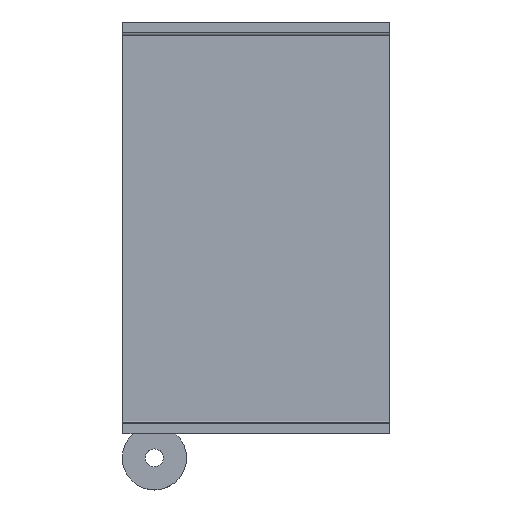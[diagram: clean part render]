
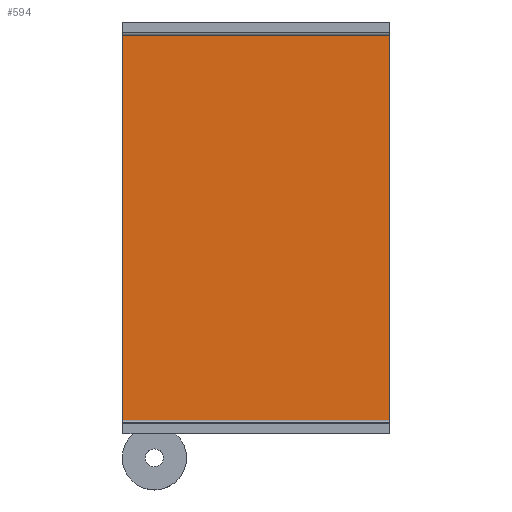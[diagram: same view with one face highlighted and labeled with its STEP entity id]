
A CAD part, top view. The second image highlights one B-rep face of the part: STEP entity #594.
In plain terms, the highlighted planar face has unit normal (0, 0, 1).
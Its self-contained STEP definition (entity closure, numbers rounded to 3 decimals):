
#123 = VERTEX_POINT('',#124);
#124 = CARTESIAN_POINT('',(0.,74.5,2.));
#130 = EDGE_CURVE('',#123,#131,#133,.T.);
#131 = VERTEX_POINT('',#132);
#132 = CARTESIAN_POINT('',(0.,2.5,2.));
#133 = LINE('',#134,#135);
#134 = CARTESIAN_POINT('',(0.,75.,2.));
#135 = VECTOR('',#136,1.);
#136 = DIRECTION('',(0.,-1.,0.));
#575 = VERTEX_POINT('',#576);
#576 = CARTESIAN_POINT('',(50.,2.5,2.));
#584 = EDGE_CURVE('',#131,#575,#585,.T.);
#585 = LINE('',#586,#587);
#586 = CARTESIAN_POINT('',(-25.,2.5,2.));
#587 = VECTOR('',#588,1.);
#588 = DIRECTION('',(1.,0.,0.));
#594 = ADVANCED_FACE('',(#595),#613,.T.);
#595 = FACE_BOUND('',#596,.T.);
#596 = EDGE_LOOP('',(#597,#598,#599,#607));
#597 = ORIENTED_EDGE('',*,*,#130,.T.);
#598 = ORIENTED_EDGE('',*,*,#584,.T.);
#599 = ORIENTED_EDGE('',*,*,#600,.T.);
#600 = EDGE_CURVE('',#575,#601,#603,.T.);
#601 = VERTEX_POINT('',#602);
#602 = CARTESIAN_POINT('',(50.,74.5,2.));
#603 = LINE('',#604,#605);
#604 = CARTESIAN_POINT('',(50.,2.,2.));
#605 = VECTOR('',#606,1.);
#606 = DIRECTION('',(0.,1.,0.));
#607 = ORIENTED_EDGE('',*,*,#608,.F.);
#608 = EDGE_CURVE('',#123,#601,#609,.T.);
#609 = LINE('',#610,#611);
#610 = CARTESIAN_POINT('',(-25.,74.5,2.));
#611 = VECTOR('',#612,1.);
#612 = DIRECTION('',(1.,0.,0.));
#613 = PLANE('',#614);
#614 = AXIS2_PLACEMENT_3D('',#615,#616,#617);
#615 = CARTESIAN_POINT('',(25.,38.5,2.));
#616 = DIRECTION('',(0.,0.,1.));
#617 = DIRECTION('',(1.,0.,0.));
